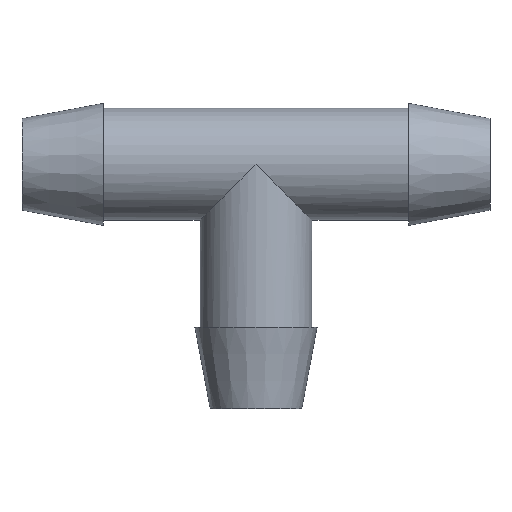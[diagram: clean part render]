
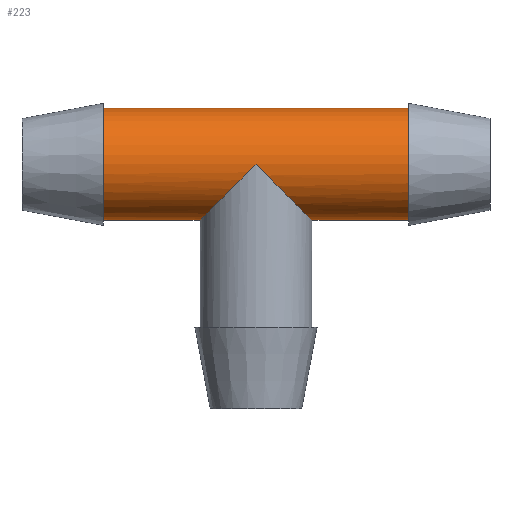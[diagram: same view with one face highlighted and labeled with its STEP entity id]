
A CAD part, top view. The second image highlights one B-rep face of the part: STEP entity #223.
In plain terms, the highlighted cylindrical face has radius 5.5 mm (diameter 11 mm), a full revolution.
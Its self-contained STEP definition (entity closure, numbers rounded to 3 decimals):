
#42=FACE_OUTER_BOUND('',#61,.T.);
#61=EDGE_LOOP('',(#197,#198,#199,#200,#201,#202,#203,#204,#205,#206));
#66=ELLIPSE('',#266,7.778,5.5);
#67=ELLIPSE('',#267,7.778,5.5);
#68=ELLIPSE('',#268,7.778,5.5);
#69=ELLIPSE('',#269,7.778,5.5);
#77=LINE('',#409,#86);
#78=LINE('',#410,#87);
#86=VECTOR('',#346,5.5);
#87=VECTOR('',#347,5.5);
#95=CIRCLE('',#255,5.5);
#98=CIRCLE('',#261,5.5);
#111=VERTEX_POINT('',#381);
#114=VERTEX_POINT('',#391);
#116=VERTEX_POINT('',#399);
#117=VERTEX_POINT('',#401);
#118=VERTEX_POINT('',#403);
#119=VERTEX_POINT('',#405);
#135=EDGE_CURVE('',#111,#111,#95,.T.);
#139=EDGE_CURVE('',#114,#114,#98,.T.);
#143=EDGE_CURVE('',#117,#116,#66,.T.);
#144=EDGE_CURVE('',#118,#117,#67,.T.);
#145=EDGE_CURVE('',#119,#118,#68,.T.);
#146=EDGE_CURVE('',#116,#119,#69,.T.);
#147=EDGE_CURVE('',#114,#118,#77,.T.);
#148=EDGE_CURVE('',#116,#111,#78,.T.);
#197=ORIENTED_EDGE('',*,*,#139,.F.);
#198=ORIENTED_EDGE('',*,*,#147,.T.);
#199=ORIENTED_EDGE('',*,*,#144,.T.);
#200=ORIENTED_EDGE('',*,*,#143,.T.);
#201=ORIENTED_EDGE('',*,*,#148,.T.);
#202=ORIENTED_EDGE('',*,*,#135,.F.);
#203=ORIENTED_EDGE('',*,*,#148,.F.);
#204=ORIENTED_EDGE('',*,*,#146,.T.);
#205=ORIENTED_EDGE('',*,*,#145,.T.);
#206=ORIENTED_EDGE('',*,*,#147,.F.);
#210=CYLINDRICAL_SURFACE('',#270,5.5);
#223=ADVANCED_FACE('',(#42),#210,.T.);
#255=AXIS2_PLACEMENT_3D('',#382,#311,#312);
#261=AXIS2_PLACEMENT_3D('',#392,#324,#325);
#266=AXIS2_PLACEMENT_3D('',#402,#336,#337);
#267=AXIS2_PLACEMENT_3D('',#404,#338,#339);
#268=AXIS2_PLACEMENT_3D('',#406,#340,#341);
#269=AXIS2_PLACEMENT_3D('',#407,#342,#343);
#270=AXIS2_PLACEMENT_3D('',#408,#344,#345);
#311=DIRECTION('center_axis',(-1.,0.,0.));
#312=DIRECTION('ref_axis',(0.,1.,0.));
#324=DIRECTION('center_axis',(1.,0.,0.));
#325=DIRECTION('ref_axis',(0.,1.,0.));
#336=DIRECTION('center_axis',(-0.707,0.707,0.));
#337=DIRECTION('ref_axis',(0.707,0.707,0.));
#338=DIRECTION('center_axis',(0.707,0.707,0.));
#339=DIRECTION('ref_axis',(0.707,-0.707,0.));
#340=DIRECTION('center_axis',(0.707,0.707,0.));
#341=DIRECTION('ref_axis',(0.707,-0.707,0.));
#342=DIRECTION('center_axis',(-0.707,0.707,0.));
#343=DIRECTION('ref_axis',(0.707,0.707,0.));
#344=DIRECTION('center_axis',(1.,0.,0.));
#345=DIRECTION('ref_axis',(0.,1.,0.));
#346=DIRECTION('',(-1.,0.,0.));
#347=DIRECTION('',(-1.,0.,0.));
#381=CARTESIAN_POINT('',(-15.,-5.5,0.));
#382=CARTESIAN_POINT('Origin',(-15.,0.,0.));
#391=CARTESIAN_POINT('',(15.,-5.5,0.));
#392=CARTESIAN_POINT('Origin',(15.,0.,0.));
#399=CARTESIAN_POINT('',(-5.5,-5.5,0.));
#401=CARTESIAN_POINT('',(0.,0.,-5.5));
#402=CARTESIAN_POINT('Origin',(0.,0.,0.));
#403=CARTESIAN_POINT('',(5.5,-5.5,0.));
#404=CARTESIAN_POINT('Origin',(0.,0.,0.));
#405=CARTESIAN_POINT('',(0.,0.,5.5));
#406=CARTESIAN_POINT('Origin',(0.,0.,0.));
#407=CARTESIAN_POINT('Origin',(0.,0.,0.));
#408=CARTESIAN_POINT('Origin',(0.,0.,0.));
#409=CARTESIAN_POINT('',(0.,-5.5,0.));
#410=CARTESIAN_POINT('',(0.,-5.5,0.));
